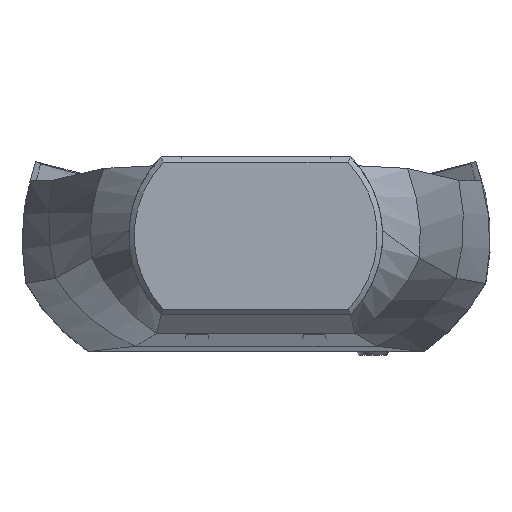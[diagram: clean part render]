
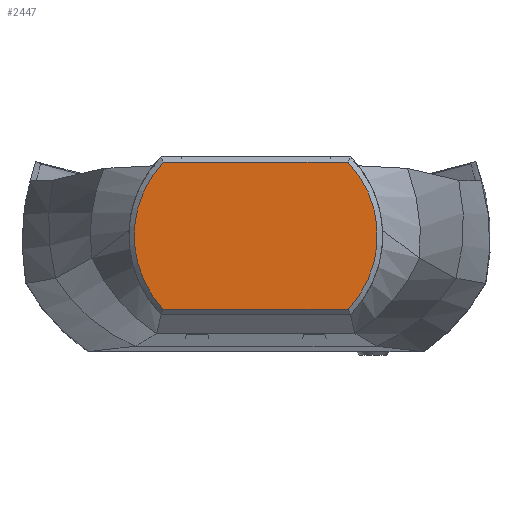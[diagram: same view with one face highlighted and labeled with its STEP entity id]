
A CAD part, front view. The second image highlights one B-rep face of the part: STEP entity #2447.
In plain terms, the highlighted planar face has unit normal (0, -1, 0).
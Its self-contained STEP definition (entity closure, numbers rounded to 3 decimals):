
#100 = PLANE('',#101);
#101 = AXIS2_PLACEMENT_3D('',#102,#103,#104);
#102 = CARTESIAN_POINT('',(-21.,-63.605,1.405));
#103 = DIRECTION('',(0.,0.707,-0.707)
  );
#104 = DIRECTION('',(1.,0.,0.));
#918 = CONICAL_SURFACE('',#919,25.,0.785);
#919 = AXIS2_PLACEMENT_3D('',#920,#921,#922);
#920 = CARTESIAN_POINT('',(-3.146,-63.01,-15.5));
#921 = DIRECTION('',(0.,1.,0.));
#922 = DIRECTION('',(-0.714,0.,0.7));
#1170 = VERTEX_POINT('',#1171);
#1171 = CARTESIAN_POINT('',(-20.493,-64.2,0.81));
#1198 = VERTEX_POINT('',#1199);
#1199 = CARTESIAN_POINT('',(20.493,-64.2,0.81));
#1214 = CONICAL_SURFACE('',#1215,25.,0.785);
#1215 = AXIS2_PLACEMENT_3D('',#1216,#1217,#1218);
#1216 = CARTESIAN_POINT('',(3.146,-63.01,-15.5));
#1217 = DIRECTION('',(0.,1.,0.));
#1218 = DIRECTION('',(0.714,0.,-0.7));
#1229 = EDGE_CURVE('',#1170,#1198,#1230,.T.);
#1230 = SURFACE_CURVE('',#1231,(#1235,#1242),.PCURVE_S1.);
#1231 = LINE('',#1232,#1233);
#1232 = CARTESIAN_POINT('',(-21.,-64.2,0.81));
#1233 = VECTOR('',#1234,1.);
#1234 = DIRECTION('',(1.,0.,0.));
#1235 = PCURVE('',#100,#1236);
#1236 = DEFINITIONAL_REPRESENTATION('',(#1237),#1241);
#1237 = LINE('',#1238,#1239);
#1238 = CARTESIAN_POINT('',(0.,0.841));
#1239 = VECTOR('',#1240,1.);
#1240 = DIRECTION('',(1.,0.));
#1241 = ( GEOMETRIC_REPRESENTATION_CONTEXT(2) 
PARAMETRIC_REPRESENTATION_CONTEXT() REPRESENTATION_CONTEXT('2D SPACE',''
  ) );
#1242 = PCURVE('',#1243,#1248);
#1243 = PLANE('',#1244);
#1244 = AXIS2_PLACEMENT_3D('',#1245,#1246,#1247);
#1245 = CARTESIAN_POINT('',(0.,-64.2,-15.5));
#1246 = DIRECTION('',(0.,1.,0.));
#1247 = DIRECTION('',(0.,0.,1.));
#1248 = DEFINITIONAL_REPRESENTATION('',(#1249),#1253);
#1249 = LINE('',#1250,#1251);
#1250 = CARTESIAN_POINT('',(16.31,-21.));
#1251 = VECTOR('',#1252,1.);
#1252 = DIRECTION('',(0.,1.));
#1253 = ( GEOMETRIC_REPRESENTATION_CONTEXT(2) 
PARAMETRIC_REPRESENTATION_CONTEXT() REPRESENTATION_CONTEXT('2D SPACE',''
  ) );
#2166 = VERTEX_POINT('',#2167);
#2167 = CARTESIAN_POINT('',(-20.493,-64.2,-31.81));
#2185 = PLANE('',#2186);
#2186 = AXIS2_PLACEMENT_3D('',#2187,#2188,#2189);
#2187 = CARTESIAN_POINT('',(-21.,-63.605,-32.405));
#2188 = DIRECTION('',(0.,-0.707,-0.707));
#2189 = DIRECTION('',(1.,0.,0.));
#2197 = EDGE_CURVE('',#1170,#2166,#2198,.T.);
#2198 = SURFACE_CURVE('',#2199,(#2204,#2211),.PCURVE_S1.);
#2199 = CIRCLE('',#2200,23.81);
#2200 = AXIS2_PLACEMENT_3D('',#2201,#2202,#2203);
#2201 = CARTESIAN_POINT('',(-3.146,-64.2,-15.5));
#2202 = DIRECTION('',(0.,-1.,0.));
#2203 = DIRECTION('',(-0.714,0.,0.7));
#2204 = PCURVE('',#918,#2205);
#2205 = DEFINITIONAL_REPRESENTATION('',(#2206),#2210);
#2206 = LINE('',#2207,#2208);
#2207 = CARTESIAN_POINT('',(-0.,-1.19));
#2208 = VECTOR('',#2209,1.);
#2209 = DIRECTION('',(-1.,-0.));
#2210 = ( GEOMETRIC_REPRESENTATION_CONTEXT(2) 
PARAMETRIC_REPRESENTATION_CONTEXT() REPRESENTATION_CONTEXT('2D SPACE',''
  ) );
#2211 = PCURVE('',#1243,#2212);
#2212 = DEFINITIONAL_REPRESENTATION('',(#2213),#2221);
#2213 = ( BOUNDED_CURVE() B_SPLINE_CURVE(2,(#2214,#2215,#2216,#2217,
#2218,#2219,#2220),.UNSPECIFIED.,.T.,.F.) B_SPLINE_CURVE_WITH_KNOTS((1,2
    ,2,2,2,1),(-2.094,0.,2.094,4.189,
6.283,8.378),.UNSPECIFIED.) CURVE() 
GEOMETRIC_REPRESENTATION_ITEM() RATIONAL_B_SPLINE_CURVE((1.,0.5,1.,0.5,
1.,0.5,1.)) REPRESENTATION_ITEM('') );
#2214 = CARTESIAN_POINT('',(16.667,-20.15));
#2215 = CARTESIAN_POINT('',(-12.784,-49.018));
#2216 = CARTESIAN_POINT('',(-23.059,-9.079));
#2217 = CARTESIAN_POINT('',(-33.334,30.861));
#2218 = CARTESIAN_POINT('',(6.392,19.789));
#2219 = CARTESIAN_POINT('',(46.118,8.718));
#2220 = CARTESIAN_POINT('',(16.667,-20.15));
#2221 = ( GEOMETRIC_REPRESENTATION_CONTEXT(2) 
PARAMETRIC_REPRESENTATION_CONTEXT() REPRESENTATION_CONTEXT('2D SPACE',''
  ) );
#2447 = ADVANCED_FACE('',(#2448),#1243,.F.);
#2448 = FACE_BOUND('',#2449,.F.);
#2449 = EDGE_LOOP('',(#2450,#2451,#2479,#2500));
#2450 = ORIENTED_EDGE('',*,*,#1229,.T.);
#2451 = ORIENTED_EDGE('',*,*,#2452,.F.);
#2452 = EDGE_CURVE('',#2453,#1198,#2455,.T.);
#2453 = VERTEX_POINT('',#2454);
#2454 = CARTESIAN_POINT('',(20.493,-64.2,-31.81));
#2455 = SURFACE_CURVE('',#2456,(#2461,#2472),.PCURVE_S1.);
#2456 = CIRCLE('',#2457,23.81);
#2457 = AXIS2_PLACEMENT_3D('',#2458,#2459,#2460);
#2458 = CARTESIAN_POINT('',(3.146,-64.2,-15.5));
#2459 = DIRECTION('',(0.,-1.,0.));
#2460 = DIRECTION('',(0.714,0.,-0.7));
#2461 = PCURVE('',#1243,#2462);
#2462 = DEFINITIONAL_REPRESENTATION('',(#2463),#2471);
#2463 = ( BOUNDED_CURVE() B_SPLINE_CURVE(2,(#2464,#2465,#2466,#2467,
#2468,#2469,#2470),.UNSPECIFIED.,.T.,.F.) B_SPLINE_CURVE_WITH_KNOTS((1,2
    ,2,2,2,1),(-2.094,0.,2.094,4.189,
6.283,8.378),.UNSPECIFIED.) CURVE() 
GEOMETRIC_REPRESENTATION_ITEM() RATIONAL_B_SPLINE_CURVE((1.,0.5,1.,0.5,
1.,0.5,1.)) REPRESENTATION_ITEM('') );
#2464 = CARTESIAN_POINT('',(-16.667,20.15));
#2465 = CARTESIAN_POINT('',(12.784,49.018));
#2466 = CARTESIAN_POINT('',(23.059,9.079));
#2467 = CARTESIAN_POINT('',(33.334,-30.861));
#2468 = CARTESIAN_POINT('',(-6.392,-19.789));
#2469 = CARTESIAN_POINT('',(-46.118,-8.718));
#2470 = CARTESIAN_POINT('',(-16.667,20.15));
#2471 = ( GEOMETRIC_REPRESENTATION_CONTEXT(2) 
PARAMETRIC_REPRESENTATION_CONTEXT() REPRESENTATION_CONTEXT('2D SPACE',''
  ) );
#2472 = PCURVE('',#1214,#2473);
#2473 = DEFINITIONAL_REPRESENTATION('',(#2474),#2478);
#2474 = LINE('',#2475,#2476);
#2475 = CARTESIAN_POINT('',(-0.,-1.19));
#2476 = VECTOR('',#2477,1.);
#2477 = DIRECTION('',(-1.,0.));
#2478 = ( GEOMETRIC_REPRESENTATION_CONTEXT(2) 
PARAMETRIC_REPRESENTATION_CONTEXT() REPRESENTATION_CONTEXT('2D SPACE',''
  ) );
#2479 = ORIENTED_EDGE('',*,*,#2480,.F.);
#2480 = EDGE_CURVE('',#2166,#2453,#2481,.T.);
#2481 = SURFACE_CURVE('',#2482,(#2486,#2493),.PCURVE_S1.);
#2482 = LINE('',#2483,#2484);
#2483 = CARTESIAN_POINT('',(-21.,-64.2,-31.81));
#2484 = VECTOR('',#2485,1.);
#2485 = DIRECTION('',(1.,0.,0.));
#2486 = PCURVE('',#1243,#2487);
#2487 = DEFINITIONAL_REPRESENTATION('',(#2488),#2492);
#2488 = LINE('',#2489,#2490);
#2489 = CARTESIAN_POINT('',(-16.31,-21.));
#2490 = VECTOR('',#2491,1.);
#2491 = DIRECTION('',(0.,1.));
#2492 = ( GEOMETRIC_REPRESENTATION_CONTEXT(2) 
PARAMETRIC_REPRESENTATION_CONTEXT() REPRESENTATION_CONTEXT('2D SPACE',''
  ) );
#2493 = PCURVE('',#2185,#2494);
#2494 = DEFINITIONAL_REPRESENTATION('',(#2495),#2499);
#2495 = LINE('',#2496,#2497);
#2496 = CARTESIAN_POINT('',(0.,0.841));
#2497 = VECTOR('',#2498,1.);
#2498 = DIRECTION('',(1.,0.));
#2499 = ( GEOMETRIC_REPRESENTATION_CONTEXT(2) 
PARAMETRIC_REPRESENTATION_CONTEXT() REPRESENTATION_CONTEXT('2D SPACE',''
  ) );
#2500 = ORIENTED_EDGE('',*,*,#2197,.F.);
